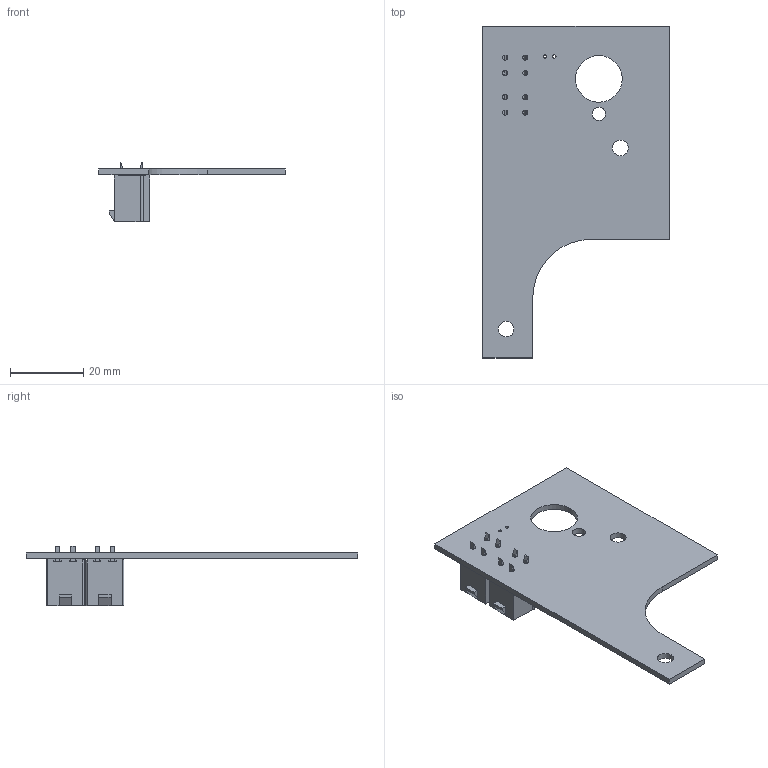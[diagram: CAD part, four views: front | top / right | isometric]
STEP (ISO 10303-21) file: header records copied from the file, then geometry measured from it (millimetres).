
FILE_DESCRIPTION(('KiCad electronic assembly'),'2;1');
FILE_NAME('OBOGS PANEL.step','2023-01-09T19:00:25',('Pcbnew'),('Kicad'), 'Open CASCADE STEP processor 7.6','KiCad to STEP converter','Unknown' );
FILE_SCHEMA(('AUTOMOTIVE_DESIGN { 1 0 10303 214 1 1 1 1 }'));
Length unit declared in the file: millimetre
Products named in the file (4): OBOGS PANEL 1; Molex_Mini-Fit_Jr_5566-04A_2x02_P4.20mm_Vertical; SOLID; OBOGS PANEL PCB
Assembly tree (4 placements, depth 3):
  OBOGS PANEL 1
    Molex_Mini-Fit_Jr_5566-04A_2x02_P4.20mm_Vertical  x2
      SOLID
    OBOGS PANEL PCB
Bounding box: 50.8 x 90.42 x 16.3 mm (x, y, z)
Volume: 6710.5 mm3; surface area: 9937.7 mm2
Topology: 3 solids, 3 shells, 281 faces, 749 edges, 498 vertices
Faces by surface type: plane 264, cylinder 17
Full cylindrical faces by diameter (mm): 0.9 x2, 1.4 x8, 3.572 x1, 4.305 x2, 12.7 x1
Entity records: 10092 total; most frequent: CARTESIAN_POINT 1651, DIRECTION 1563, LINE 1154, VECTOR 1154, ORIENTED_EDGE 812, PCURVE 812, DEFINITIONAL_REPRESENTATION 812, EDGE_CURVE 406
